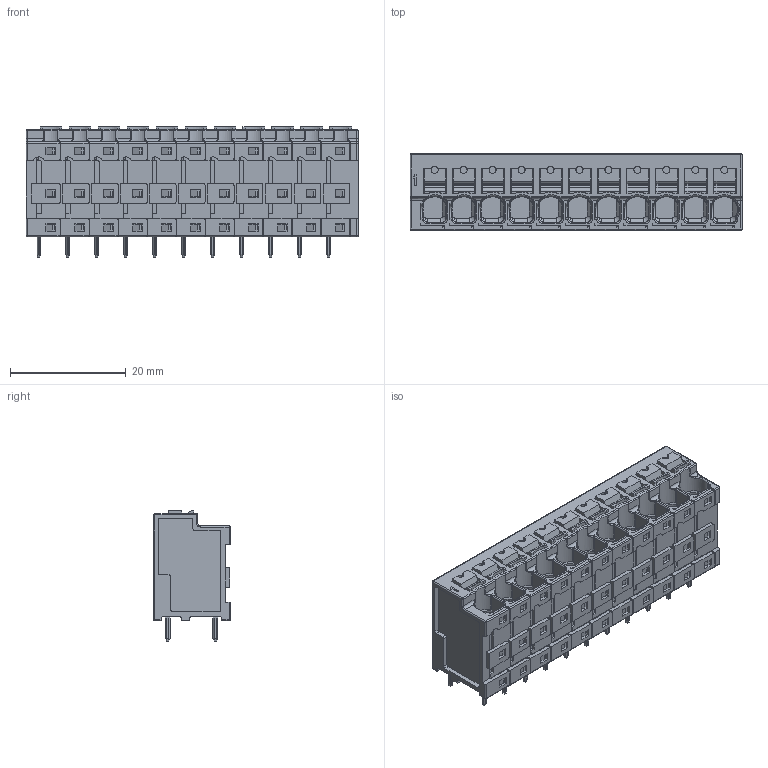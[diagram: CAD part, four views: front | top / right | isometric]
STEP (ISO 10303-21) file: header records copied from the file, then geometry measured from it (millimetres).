
FILE_DESCRIPTION(('CATIA V5 STEP Exchange','CAx-IF Rec.Pracs.--- Model Styling and Organization---1.5--- 2016-08-15','CAx-IF Rec.Pracs.---Supplemental Geometry---1.0---2011-11-01','CAx-IF Rec.Pracs.--- Composite Materials ---1.1---2010-07-15'),'2;1');
FILE_NAME ('1502658-2_1', '2025-08-27T09:58:37+00:00', ('none'), ('Weidmueller'), 'CATIA Version 5-6 Release 2024 SP4', 'CATIA V5 STEP AP214 v3', 'none');
FILE_SCHEMA(('AUTOMOTIVE_DESIGN { 1 0 10303 214 1 1 1 1 }'));
Products named in the file (1): 2913800000
Bounding box: 57.3 x 13.2 x 22.5 mm (x, y, z)
Volume: 10574.1 mm3; surface area: 9613.7 mm2
Topology: 1 solids, 3 shells, 3608 faces, 9644 edges, 6177 vertices
Faces by surface type: plane 2320, cylinder 816, bspline 202, extrusion 93, torus 77, cone 54, sphere 46
Entity records: 118044 total; most frequent: CARTESIAN_POINT 34493, ORIENTED_EDGE 19218, DIRECTION 11993, EDGE_CURVE 9609, VECTOR 6809, LINE 6716, VERTEX_POINT 6177, EDGE_LOOP 3888
